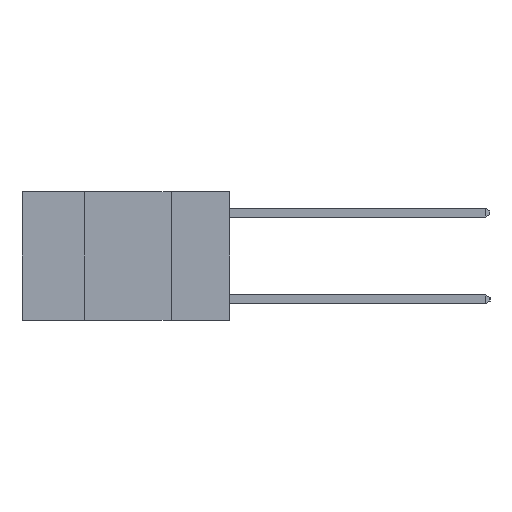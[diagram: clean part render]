
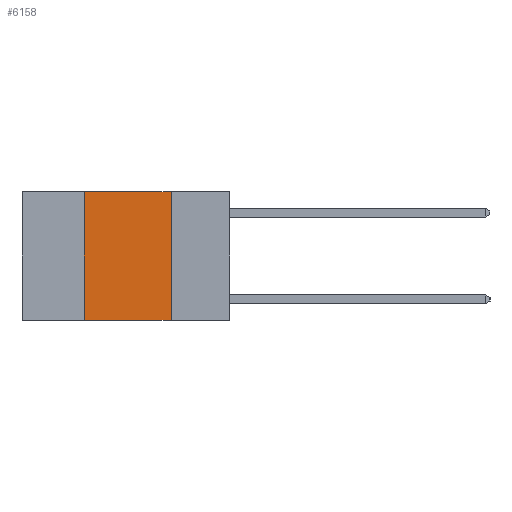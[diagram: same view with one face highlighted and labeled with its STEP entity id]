
A CAD part, left-side view. The second image highlights one B-rep face of the part: STEP entity #6158.
In plain terms, the highlighted planar face has unit normal (-1, 0, 0).
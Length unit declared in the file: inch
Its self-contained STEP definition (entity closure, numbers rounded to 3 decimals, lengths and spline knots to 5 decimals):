
#184 = FACE_OUTER_BOUND ( 'NONE', #4842, .T. ) ;
#350 = EDGE_CURVE ( 'NONE', #4456, #2015, #9487, .T. ) ;
#424 = VERTEX_POINT ( 'NONE', #3195 ) ;
#761 = DIRECTION ( 'NONE',  ( 0., 0., -1. ) ) ;
#917 = CARTESIAN_POINT ( 'NONE',  ( 0., 0.17, 0. ) ) ;
#1461 = DIRECTION ( 'NONE',  ( 0., -1., 0. ) ) ;
#1586 = LINE ( 'NONE', #8412, #7168 ) ;
#1972 = VECTOR ( 'NONE', #3925, 39.37008 ) ;
#2015 = VERTEX_POINT ( 'NONE', #4240 ) ;
#2220 = VECTOR ( 'NONE', #1461, 39.37008 ) ;
#2378 = ORIENTED_EDGE ( 'NONE', *, *, #6145, .T. ) ;
#2536 = ORIENTED_EDGE ( 'NONE', *, *, #7085, .F. ) ;
#2951 = DIRECTION ( 'NONE',  ( 0., 0., -1. ) ) ;
#3017 = DIRECTION ( 'NONE',  ( 0., 0., 1. ) ) ;
#3020 = CARTESIAN_POINT ( 'NONE',  ( 0., 0.17, 0. ) ) ;
#3195 = CARTESIAN_POINT ( 'NONE',  ( 0., 0.42, 0. ) ) ;
#3552 = VECTOR ( 'NONE', #761, 39.37008 ) ;
#3925 = DIRECTION ( 'NONE',  ( 0., -1., 0. ) ) ;
#3972 = ORIENTED_EDGE ( 'NONE', *, *, #9810, .F. ) ;
#3975 = LINE ( 'NONE', #9300, #1972 ) ;
#4240 = CARTESIAN_POINT ( 'NONE',  ( 0., 0.17, -0.37 ) ) ;
#4456 = VERTEX_POINT ( 'NONE', #3020 ) ;
#4842 = EDGE_LOOP ( 'NONE', ( #6724, #2536, #3972, #2378 ) ) ;
#5211 = CARTESIAN_POINT ( 'NONE',  ( 0., 0.6, -0.37 ) ) ;
#5988 = CARTESIAN_POINT ( 'NONE',  ( 0., 0.6, 0. ) ) ;
#6145 = EDGE_CURVE ( 'NONE', #7343, #2015, #6759, .T. ) ;
#6158 = ADVANCED_FACE ( 'NONE', ( #184 ), #6794, .F. ) ;
#6490 = CARTESIAN_POINT ( 'NONE',  ( 0., 0.42, -0.37 ) ) ;
#6724 = ORIENTED_EDGE ( 'NONE', *, *, #350, .F. ) ;
#6759 = LINE ( 'NONE', #5211, #2220 ) ;
#6794 = PLANE ( 'NONE',  #8914 ) ;
#7085 = EDGE_CURVE ( 'NONE', #424, #4456, #3975, .T. ) ;
#7168 = VECTOR ( 'NONE', #3017, 39.37008 ) ;
#7343 = VERTEX_POINT ( 'NONE', #6490 ) ;
#7568 = DIRECTION ( 'NONE',  ( 1., 0., 0. ) ) ;
#8412 = CARTESIAN_POINT ( 'NONE',  ( 0., 0.42, 0. ) ) ;
#8914 = AXIS2_PLACEMENT_3D ( 'NONE', #5988, #7568, #2951 ) ;
#9300 = CARTESIAN_POINT ( 'NONE',  ( 0., 0.6, 0. ) ) ;
#9487 = LINE ( 'NONE', #917, #3552 ) ;
#9810 = EDGE_CURVE ( 'NONE', #7343, #424, #1586, .T. ) ;
